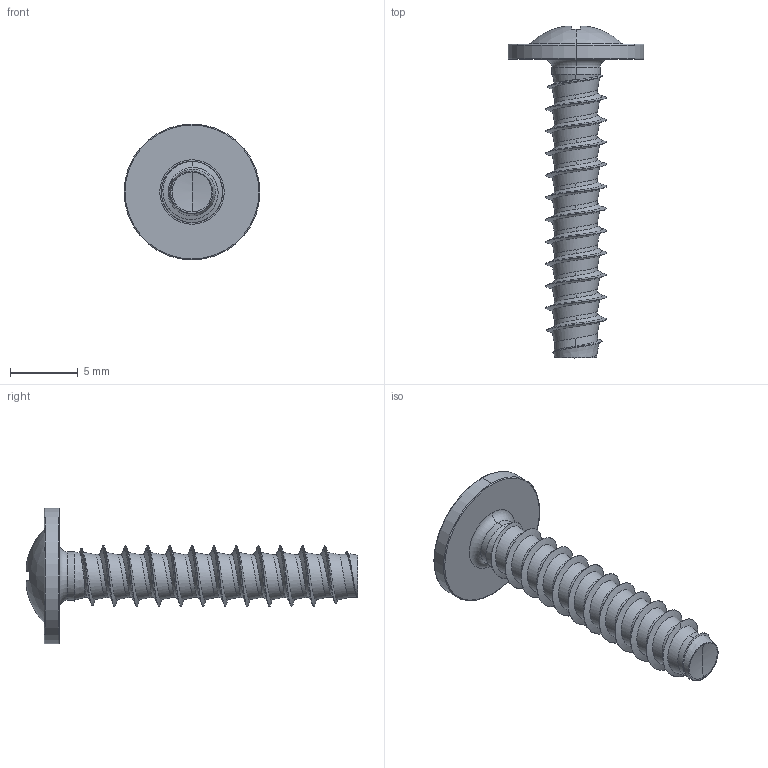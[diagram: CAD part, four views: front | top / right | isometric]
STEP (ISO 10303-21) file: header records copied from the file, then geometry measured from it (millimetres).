
FILE_DESCRIPTION (( 'STEP AP203' ), '1' );
FILE_NAME ('STP310450220.STEP', '2017-08-15T13:25:35', ( '' ), ( '' ), 'SwSTEP 2.0', 'SolidWorks 2015', '' );
FILE_SCHEMA (( 'CONFIG_CONTROL_DESIGN' ));
Length unit declared in the file: millimetre
Products named in the file (1): STP310450220
Bounding box: 10 x 24.44 x 10 mm (x, y, z)
Volume: 313.5 mm3; surface area: 563.7 mm2
Topology: 1 solids, 1 shells, 193 faces, 445 edges, 255 vertices
Faces by surface type: cylinder 52, bspline 51, torus 30, sphere 28, plane 23, cone 9
Entity records: 24935 total; most frequent: CARTESIAN_POINT 20928, ORIENTED_EDGE 886, DIRECTION 763, EDGE_CURVE 443, AXIS2_PLACEMENT_3D 339, VERTEX_POINT 255, EDGE_LOOP 196, CIRCLE 196
